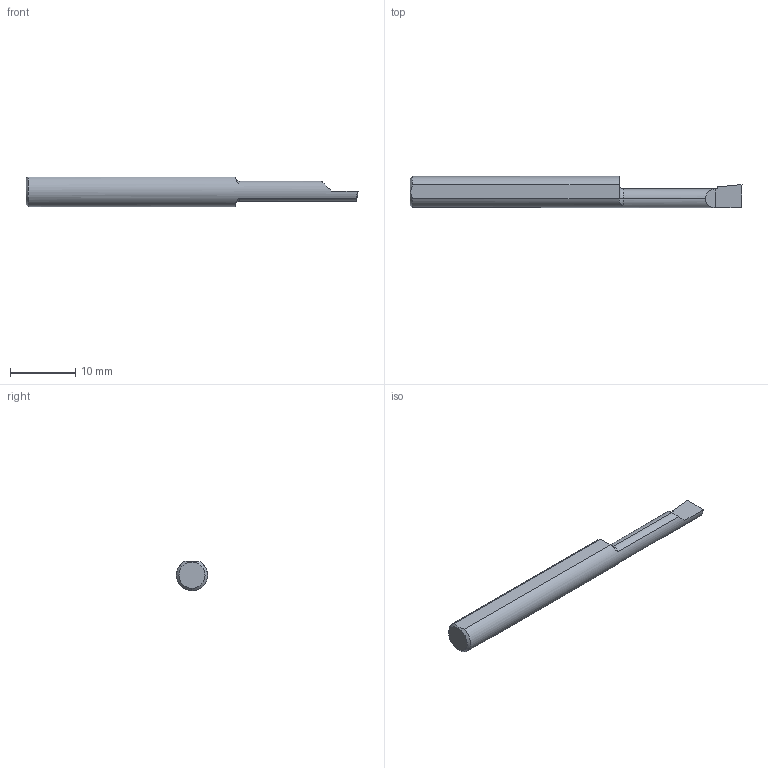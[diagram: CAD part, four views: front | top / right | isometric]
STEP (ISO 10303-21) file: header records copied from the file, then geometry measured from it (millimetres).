
FILE_DESCRIPTION (( 'STEP AP214' ), '1' );
FILE_NAME ('B140700.STEP', '2019-07-25T17:27:09', ( '' ), ( '' ), 'SwSTEP 2.0', 'SolidWorks 2018', '' );
FILE_SCHEMA (( 'AUTOMOTIVE_DESIGN' ));
Length unit declared in the file: inch
Products named in the file (1): B140700
Bounding box: 50.8 x 4.75 x 4.5 mm (x, y, z)
Volume: 672.1 mm3; surface area: 674.8 mm2
Topology: 1 solids, 1 shells, 19 faces, 48 edges, 31 vertices
Faces by surface type: plane 10, cylinder 4, torus 3, cone 2
Entity records: 640 total; most frequent: CARTESIAN_POINT 158, ORIENTED_EDGE 96, DIRECTION 88, EDGE_CURVE 48, AXIS2_PLACEMENT_3D 32, VERTEX_POINT 31, VECTOR 24, LINE 24
